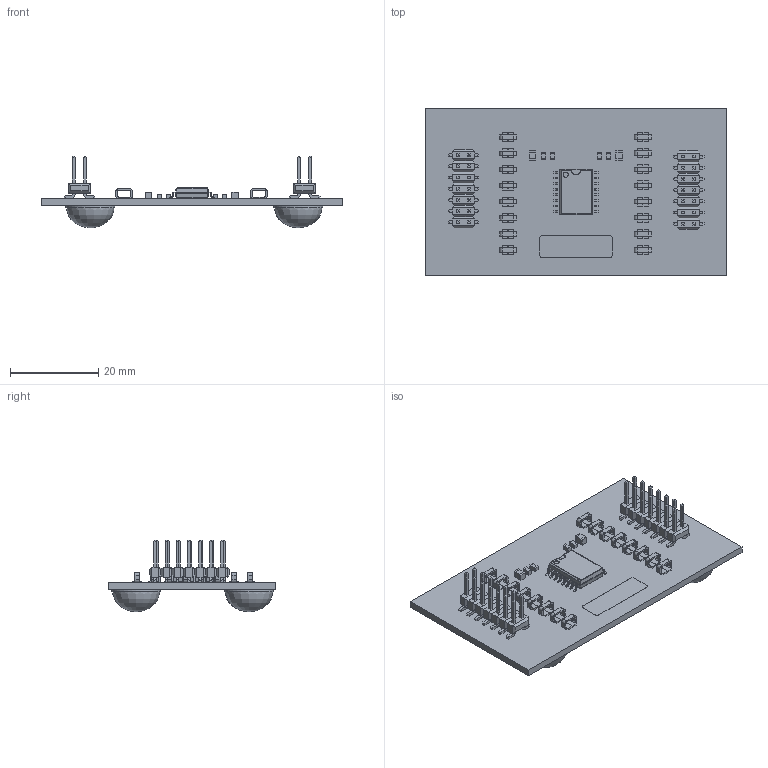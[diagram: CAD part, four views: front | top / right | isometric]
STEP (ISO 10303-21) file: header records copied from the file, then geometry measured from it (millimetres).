
FILE_DESCRIPTION(('Open CASCADE Model'),'2;1');
FILE_NAME('Open CASCADE Shape Model','2025-01-22T13:10:51',('Author'),( 'Open CASCADE'),'Open CASCADE STEP processor 7.5','Open CASCADE 7.5' ,'Unknown');
FILE_SCHEMA(('AUTOMOTIVE_DESIGN { 1 0 10303 214 1 1 1 1 }'));
Length unit declared in the file: millimetre
Products named in the file (50): PCB; Board; Open CASCADE STEP translator 7.5 1.1.1; H1; 3M_SJ5003Transparent; U1; DW0016AakaM16B; M16B_ASM_39_ASM; BODY_M16B_25; LEAD_M16B_49; LBL1; 6200707728; Extruded; J1; MOLEX_015912140; TP2; 5019; TP1; TP3; TP4; TP5; TP6; TP7; TP8; TP9; TP10; TP11; TP12; TP13; TP14; TP15; TP16; J2; H2; H3; H4; C2; 6200709088; 6200708928; C3 ...
Assembly tree (97 placements, depth 5):
  PCB
    Board
      Open CASCADE STEP translator 7.5 1.1.1
    H1
      3M_SJ5003Transparent
    U1
      DW0016AakaM16B
        M16B_ASM_39_ASM
          BODY_M16B_25
          LEAD_M16B_49  x16
    LBL1
      6200707728
        Extruded
    J1
      MOLEX_015912140
    TP2
      5019
    TP1
      5019
    TP3
      5019
    TP4
      5019
    TP5
      5019
    TP6
      5019
    TP7
      5019
    TP8
      5019
    TP9
      5019
    TP10
      5019
    TP11
      5019
    TP12
      5019
    TP13
      5019
    TP14
      5019
    TP15
      5019
    TP16
      5019
    J2
      MOLEX_015912140
    H2
      3M_SJ5003Transparent
    H3
      3M_SJ5003Transparent
    H4
      3M_SJ5003Transparent
    C2
      6200709088  x2
        Extruded
      6200708928
        Extruded
Bounding box: 68.58 x 38.1 x 16.23 mm (x, y, z)
Volume: 6183.9 mm3; surface area: 9000.3 mm2
Topology: 59 solids, 59 shells, 1903 faces, 4236 edges, 2509 vertices
Faces by surface type: plane 1605, cylinder 283, sphere 10, revolution 4, torus 1
Full cylindrical faces by diameter (mm): 0.005 x4, 11.1 x4
Entity records: 16669 total; most frequent: CARTESIAN_POINT 2801, DIRECTION 2718, ORIENTED_EDGE 2556, EDGE_CURVE 1278, LINE 1135, VECTOR 1135, AXIS2_PLACEMENT_3D 791, VERTEX_POINT 763
